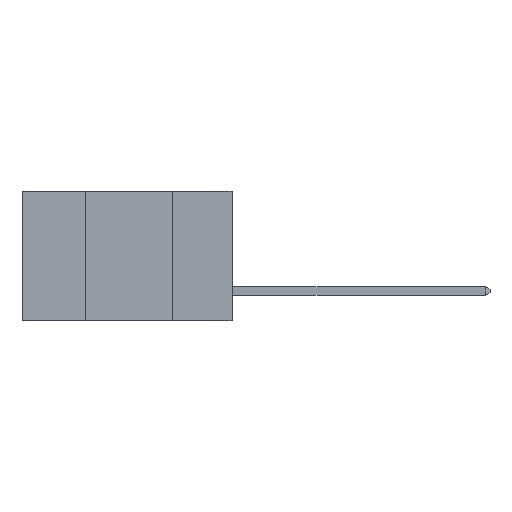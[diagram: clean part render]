
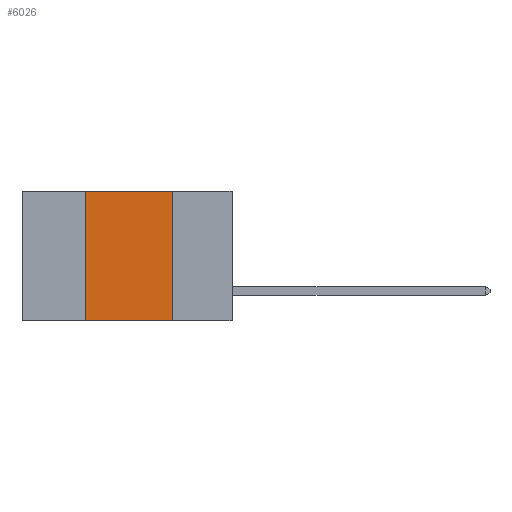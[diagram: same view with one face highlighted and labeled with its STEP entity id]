
A CAD part, left-side view. The second image highlights one B-rep face of the part: STEP entity #6026.
In plain terms, the highlighted planar face has unit normal (-1, 0, 0).
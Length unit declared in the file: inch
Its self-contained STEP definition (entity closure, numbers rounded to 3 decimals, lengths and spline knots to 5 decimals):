
#234 = VECTOR ( 'NONE', #2778, 39.37008 ) ;
#363 = ORIENTED_EDGE ( 'NONE', *, *, #11285, .F. ) ;
#1009 = ORIENTED_EDGE ( 'NONE', *, *, #7934, .F. ) ;
#1027 = EDGE_LOOP ( 'NONE', ( #11959, #363, #1009, #5329 ) ) ;
#1291 = AXIS2_PLACEMENT_3D ( 'NONE', #2810, #3383, #7620 ) ;
#1387 = VERTEX_POINT ( 'NONE', #5445 ) ;
#2335 = EDGE_CURVE ( 'NONE', #1387, #8631, #8261, .T. ) ;
#2351 = VECTOR ( 'NONE', #4330, 39.37008 ) ;
#2778 = DIRECTION ( 'NONE',  ( 0., -1., 0. ) ) ;
#2810 = CARTESIAN_POINT ( 'NONE',  ( 0., 0.6, 0. ) ) ;
#3383 = DIRECTION ( 'NONE',  ( 1., 0., 0. ) ) ;
#3464 = PLANE ( 'NONE',  #1291 ) ;
#3541 = DIRECTION ( 'NONE',  ( 0., -1., 0. ) ) ;
#3676 = CARTESIAN_POINT ( 'NONE',  ( 0., 0.42, 0. ) ) ;
#3707 = DIRECTION ( 'NONE',  ( 0., 0., 1. ) ) ;
#4157 = VECTOR ( 'NONE', #3707, 39.37008 ) ;
#4330 = DIRECTION ( 'NONE',  ( 0., 0., -1. ) ) ;
#4806 = CARTESIAN_POINT ( 'NONE',  ( 0., 0.17, -0.37 ) ) ;
#5329 = ORIENTED_EDGE ( 'NONE', *, *, #2335, .T. ) ;
#5409 = LINE ( 'NONE', #9136, #2351 ) ;
#5445 = CARTESIAN_POINT ( 'NONE',  ( 0., 0.42, -0.37 ) ) ;
#5714 = VECTOR ( 'NONE', #3541, 39.37008 ) ;
#5811 = CARTESIAN_POINT ( 'NONE',  ( 0., 0.17, 0. ) ) ;
#6026 = ADVANCED_FACE ( 'NONE', ( #7310 ), #3464, .F. ) ;
#6677 = CARTESIAN_POINT ( 'NONE',  ( 0., 0.42, 0. ) ) ;
#6804 = LINE ( 'NONE', #6677, #4157 ) ;
#7310 = FACE_OUTER_BOUND ( 'NONE', #1027, .T. ) ;
#7620 = DIRECTION ( 'NONE',  ( 0., 0., -1. ) ) ;
#7934 = EDGE_CURVE ( 'NONE', #1387, #9201, #6804, .T. ) ;
#8222 = LINE ( 'NONE', #12158, #234 ) ;
#8261 = LINE ( 'NONE', #8496, #5714 ) ;
#8324 = EDGE_CURVE ( 'NONE', #8619, #8631, #5409, .T. ) ;
#8496 = CARTESIAN_POINT ( 'NONE',  ( 0., 0.6, -0.37 ) ) ;
#8619 = VERTEX_POINT ( 'NONE', #5811 ) ;
#8631 = VERTEX_POINT ( 'NONE', #4806 ) ;
#9136 = CARTESIAN_POINT ( 'NONE',  ( 0., 0.17, 0. ) ) ;
#9201 = VERTEX_POINT ( 'NONE', #3676 ) ;
#11285 = EDGE_CURVE ( 'NONE', #9201, #8619, #8222, .T. ) ;
#11959 = ORIENTED_EDGE ( 'NONE', *, *, #8324, .F. ) ;
#12158 = CARTESIAN_POINT ( 'NONE',  ( 0., 0.6, 0. ) ) ;
